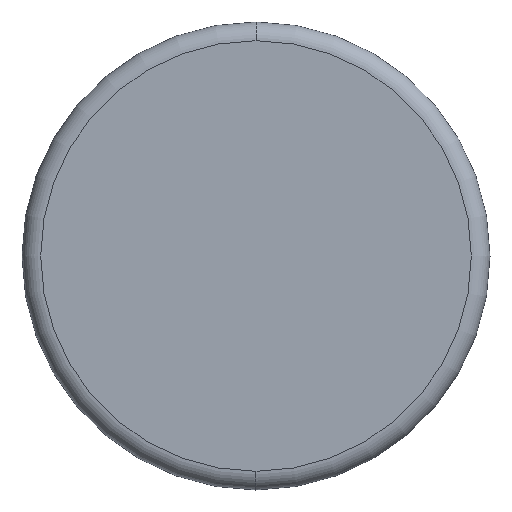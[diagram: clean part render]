
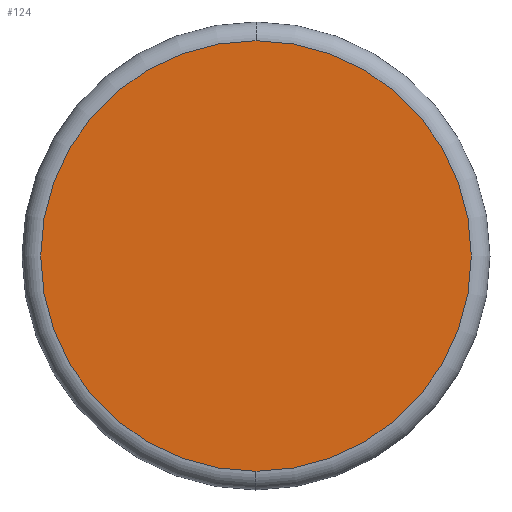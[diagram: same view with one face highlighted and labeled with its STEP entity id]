
A CAD part, left-side view. The second image highlights one B-rep face of the part: STEP entity #124.
In plain terms, the highlighted planar face has unit normal (-1, 0, 0).
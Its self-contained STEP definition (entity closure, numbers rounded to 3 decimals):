
#21 = CARTESIAN_POINT ( 'NONE',  ( -3., 0., 11.5 ) ) ;
#23 = FACE_OUTER_BOUND ( 'NONE', #95, .T. ) ;
#24 = DIRECTION ( 'NONE',  ( 0., 0., 1. ) ) ;
#36 = VERTEX_POINT ( 'NONE', #21 ) ;
#56 = EDGE_CURVE ( 'NONE', #36, #201, #108, .T. ) ;
#95 = EDGE_LOOP ( 'NONE', ( #316, #312 ) ) ;
#108 = CIRCLE ( 'NONE', #266, 11.5 ) ;
#124 = ADVANCED_FACE ( 'NONE', ( #23 ), #136, .F. ) ;
#130 = CARTESIAN_POINT ( 'NONE',  ( -3., 11.5, 0. ) ) ;
#136 = PLANE ( 'NONE',  #175 ) ;
#173 = EDGE_CURVE ( 'NONE', #201, #36, #242, .T. ) ;
#175 = AXIS2_PLACEMENT_3D ( 'NONE', #130, #241, #295 ) ;
#189 = CARTESIAN_POINT ( 'NONE',  ( -3., 0., 0. ) ) ;
#201 = VERTEX_POINT ( 'NONE', #246 ) ;
#241 = DIRECTION ( 'NONE',  ( 1., 0., 0. ) ) ;
#242 = CIRCLE ( 'NONE', #251, 11.5 ) ;
#243 = CARTESIAN_POINT ( 'NONE',  ( -3., 0., 0. ) ) ;
#246 = CARTESIAN_POINT ( 'NONE',  ( -3., 0., -11.5 ) ) ;
#251 = AXIS2_PLACEMENT_3D ( 'NONE', #243, #306, #24 ) ;
#266 = AXIS2_PLACEMENT_3D ( 'NONE', #189, #301, #268 ) ;
#268 = DIRECTION ( 'NONE',  ( 0., 0., 1. ) ) ;
#295 = DIRECTION ( 'NONE',  ( 0., 0., -1. ) ) ;
#301 = DIRECTION ( 'NONE',  ( -1., 0., 0. ) ) ;
#306 = DIRECTION ( 'NONE',  ( -1., 0., 0. ) ) ;
#312 = ORIENTED_EDGE ( 'NONE', *, *, #173, .T. ) ;
#316 = ORIENTED_EDGE ( 'NONE', *, *, #56, .T. ) ;
